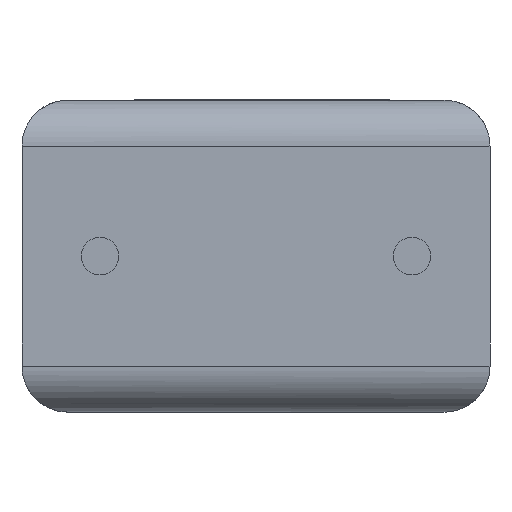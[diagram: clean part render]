
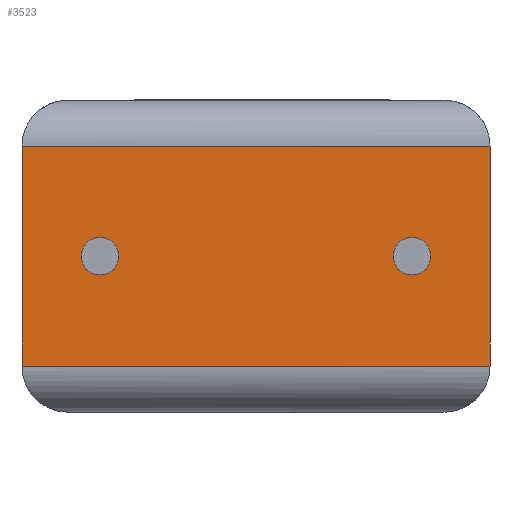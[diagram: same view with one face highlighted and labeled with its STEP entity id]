
A CAD part, front view. The second image highlights one B-rep face of the part: STEP entity #3523.
In plain terms, the highlighted planar face has unit normal (0, -1, 0).
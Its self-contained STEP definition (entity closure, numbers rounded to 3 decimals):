
#28 = CARTESIAN_POINT ( 'NONE',  ( 0., 0., 5.08 ) ) ;
#68 = EDGE_CURVE ( 'NONE', #89, #1641, #3668, .T. ) ;
#78 = ORIENTED_EDGE ( 'NONE', *, *, #462, .T. ) ;
#89 = VERTEX_POINT ( 'NONE', #1215 ) ;
#128 = ORIENTED_EDGE ( 'NONE', *, *, #3443, .T. ) ;
#176 = FACE_BOUND ( 'NONE', #1088, .T. ) ;
#202 = CARTESIAN_POINT ( 'NONE',  ( 0., 0., 0.75 ) ) ;
#251 = AXIS2_PLACEMENT_3D ( 'NONE', #28, #1158, #903 ) ;
#259 = CARTESIAN_POINT ( 'NONE',  ( -1.27, 0., 2.54 ) ) ;
#273 = AXIS2_PLACEMENT_3D ( 'NONE', #259, #550, #2794 ) ;
#283 = VECTOR ( 'NONE', #1795, 1000. ) ;
#307 = VERTEX_POINT ( 'NONE', #2685 ) ;
#323 = ORIENTED_EDGE ( 'NONE', *, *, #68, .F. ) ;
#335 = CIRCLE ( 'NONE', #273, 0.305 ) ;
#342 = DIRECTION ( 'NONE',  ( -1., 0., 0. ) ) ;
#382 = CARTESIAN_POINT ( 'NONE',  ( -7.62, 0., 4.33 ) ) ;
#462 = EDGE_CURVE ( 'NONE', #3330, #3145, #2307, .T. ) ;
#534 = DIRECTION ( 'NONE',  ( -1., 0., 0. ) ) ;
#550 = DIRECTION ( 'NONE',  ( 0., 1., 0. ) ) ;
#618 = EDGE_LOOP ( 'NONE', ( #2044, #128, #78, #3177 ) ) ;
#726 = CARTESIAN_POINT ( 'NONE',  ( -0.965, 0., 2.54 ) ) ;
#903 = DIRECTION ( 'NONE',  ( -1., 0., 0. ) ) ;
#954 = LINE ( 'NONE', #202, #3339 ) ;
#1011 = DIRECTION ( 'NONE',  ( 1., 0., 0. ) ) ;
#1053 = AXIS2_PLACEMENT_3D ( 'NONE', #1658, #2244, #534 ) ;
#1081 = AXIS2_PLACEMENT_3D ( 'NONE', #2623, #1538, #2063 ) ;
#1088 = EDGE_LOOP ( 'NONE', ( #1659, #1220 ) ) ;
#1158 = DIRECTION ( 'NONE',  ( 0., 1., 0. ) ) ;
#1178 = DIRECTION ( 'NONE',  ( 0., 1., 0. ) ) ;
#1196 = PLANE ( 'NONE',  #251 ) ;
#1202 = CARTESIAN_POINT ( 'NONE',  ( 0., 0., 5.08 ) ) ;
#1215 = CARTESIAN_POINT ( 'NONE',  ( -6.045, 0., 2.54 ) ) ;
#1220 = ORIENTED_EDGE ( 'NONE', *, *, #1585, .T. ) ;
#1538 = DIRECTION ( 'NONE',  ( 0., -1., 0. ) ) ;
#1585 = EDGE_CURVE ( 'NONE', #2005, #3712, #335, .T. ) ;
#1641 = VERTEX_POINT ( 'NONE', #3435 ) ;
#1656 = DIRECTION ( 'NONE',  ( 0., 0., -1. ) ) ;
#1658 = CARTESIAN_POINT ( 'NONE',  ( -6.35, 0., 2.54 ) ) ;
#1659 = ORIENTED_EDGE ( 'NONE', *, *, #2268, .T. ) ;
#1729 = EDGE_LOOP ( 'NONE', ( #2589, #323 ) ) ;
#1736 = LINE ( 'NONE', #3434, #3680 ) ;
#1781 = CARTESIAN_POINT ( 'NONE',  ( 0., 0., 4.33 ) ) ;
#1784 = FACE_OUTER_BOUND ( 'NONE', #618, .T. ) ;
#1795 = DIRECTION ( 'NONE',  ( 0., 0., -1. ) ) ;
#1865 = EDGE_CURVE ( 'NONE', #1871, #307, #3653, .T. ) ;
#1871 = VERTEX_POINT ( 'NONE', #1781 ) ;
#1885 = AXIS2_PLACEMENT_3D ( 'NONE', #2342, #1178, #342 ) ;
#2005 = VERTEX_POINT ( 'NONE', #726 ) ;
#2044 = ORIENTED_EDGE ( 'NONE', *, *, #1865, .F. ) ;
#2063 = DIRECTION ( 'NONE',  ( -1., 0., 0. ) ) ;
#2244 = DIRECTION ( 'NONE',  ( 0., -1., 0. ) ) ;
#2268 = EDGE_CURVE ( 'NONE', #3712, #2005, #2901, .T. ) ;
#2307 = LINE ( 'NONE', #3093, #3564 ) ;
#2342 = CARTESIAN_POINT ( 'NONE',  ( -1.27, 0., 2.54 ) ) ;
#2395 = CARTESIAN_POINT ( 'NONE',  ( -1.575, 0., 2.54 ) ) ;
#2589 = ORIENTED_EDGE ( 'NONE', *, *, #3263, .F. ) ;
#2623 = CARTESIAN_POINT ( 'NONE',  ( -6.35, 0., 2.54 ) ) ;
#2685 = CARTESIAN_POINT ( 'NONE',  ( 0., 0., 0.75 ) ) ;
#2761 = EDGE_CURVE ( 'NONE', #3145, #307, #954, .T. ) ;
#2794 = DIRECTION ( 'NONE',  ( -1., 0., 0. ) ) ;
#2901 = CIRCLE ( 'NONE', #1885, 0.305 ) ;
#3093 = CARTESIAN_POINT ( 'NONE',  ( -7.62, 0., 5.08 ) ) ;
#3145 = VERTEX_POINT ( 'NONE', #3520 ) ;
#3177 = ORIENTED_EDGE ( 'NONE', *, *, #2761, .T. ) ;
#3263 = EDGE_CURVE ( 'NONE', #1641, #89, #3428, .T. ) ;
#3271 = FACE_BOUND ( 'NONE', #1729, .T. ) ;
#3330 = VERTEX_POINT ( 'NONE', #382 ) ;
#3339 = VECTOR ( 'NONE', #1011, 1000. ) ;
#3428 = CIRCLE ( 'NONE', #1053, 0.305 ) ;
#3434 = CARTESIAN_POINT ( 'NONE',  ( 0., 0., 4.33 ) ) ;
#3435 = CARTESIAN_POINT ( 'NONE',  ( -6.655, 0., 2.54 ) ) ;
#3443 = EDGE_CURVE ( 'NONE', #1871, #3330, #1736, .T. ) ;
#3520 = CARTESIAN_POINT ( 'NONE',  ( -7.62, 0., 0.75 ) ) ;
#3523 = ADVANCED_FACE ( 'NONE', ( #176, #1784, #3271 ), #1196, .F. ) ;
#3564 = VECTOR ( 'NONE', #1656, 1000. ) ;
#3653 = LINE ( 'NONE', #1202, #283 ) ;
#3668 = CIRCLE ( 'NONE', #1081, 0.305 ) ;
#3680 = VECTOR ( 'NONE', #3705, 1000. ) ;
#3705 = DIRECTION ( 'NONE',  ( -1., 0., 0. ) ) ;
#3712 = VERTEX_POINT ( 'NONE', #2395 ) ;
